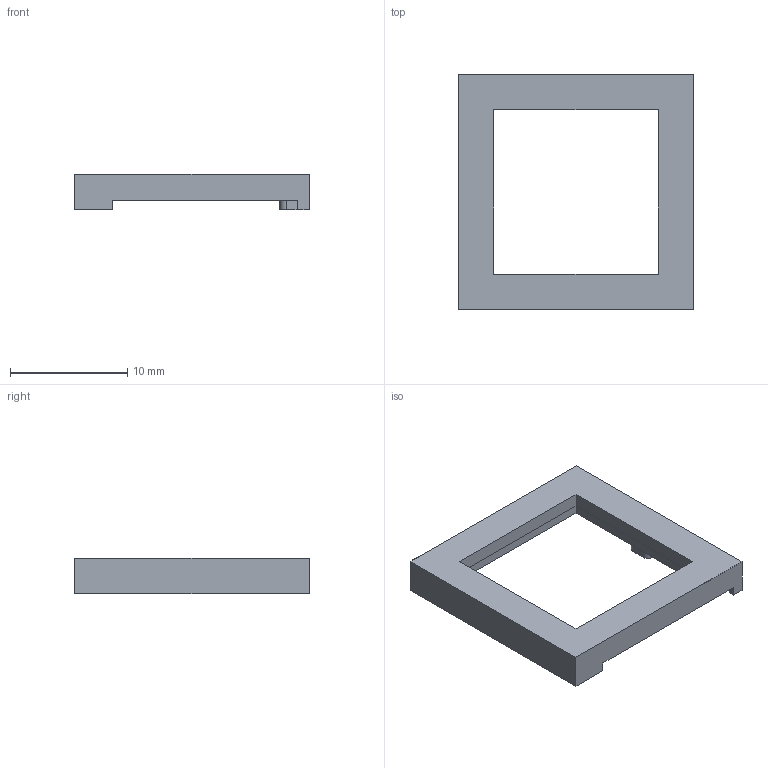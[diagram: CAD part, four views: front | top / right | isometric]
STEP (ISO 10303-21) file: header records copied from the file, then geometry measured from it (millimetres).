
FILE_DESCRIPTION(/* description */ (''),/* implementation_level */ '2;1');
FILE_NAME(/* name */ 'chocv1v2-20x20mm-skree.step',/* time_stamp */ '2024-01-18T14:11:07-05:00',/* author */ (''),/* organization */ (''),/* preprocessor_version */ 'ST-DEVELOPER v20',/* originating_system */ 'Autodesk Translation Framework v12.14.0.127',/* authorisation */ '');
FILE_SCHEMA (('AUTOMOTIVE_DESIGN { 1 0 10303 214 3 1 1 }'));
Length unit declared in the file: millimetre
Products named in the file (1): choc and mx buildup
Bounding box: 20 x 20 x 3 mm (x, y, z)
Volume: 462.2 mm3; surface area: 787.8 mm2
Topology: 1 solids, 1 shells, 40 faces, 111 edges, 74 vertices
Faces by surface type: plane 36, cylinder 4
Entity records: 1289 total; most frequent: CARTESIAN_POINT 226, ORIENTED_EDGE 222, DIRECTION 201, EDGE_CURVE 111, LINE 103, VECTOR 103, VERTEX_POINT 74, AXIS2_PLACEMENT_3D 49
